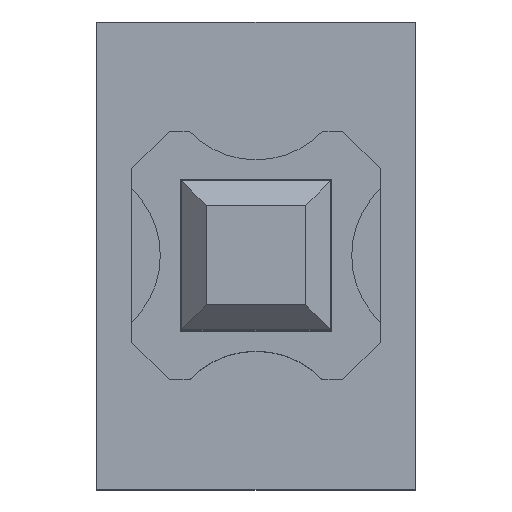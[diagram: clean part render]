
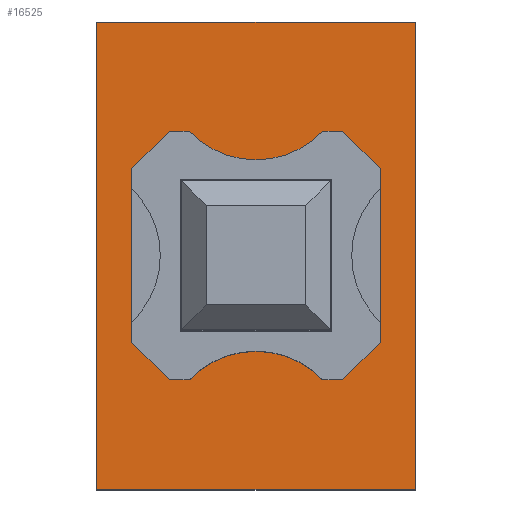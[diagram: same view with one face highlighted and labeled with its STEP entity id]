
A CAD part, top view. The second image highlights one B-rep face of the part: STEP entity #16525.
In plain terms, the highlighted planar face has unit normal (0, 0, 1).
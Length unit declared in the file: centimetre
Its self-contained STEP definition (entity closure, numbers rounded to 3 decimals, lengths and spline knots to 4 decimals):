
#185=FACE_BOUND('',#2061,.T.);
#502=CIRCLE('',#17333,0.371);
#503=CIRCLE('',#17335,0.371);
#1152=FACE_OUTER_BOUND('',#2060,.T.);
#2060=EDGE_LOOP('',(#12923,#12924,#12925,#12926));
#2061=EDGE_LOOP('',(#12927,#12928,#12929,#12930,#12931,#12932,#12933,#12934,
#12935,#12936,#12937,#12938));
#3408=LINE('',#26534,#5412);
#3459=LINE('',#26655,#5463);
#3461=LINE('',#26659,#5465);
#3464=LINE('',#26664,#5468);
#3468=LINE('',#26673,#5472);
#3470=LINE('',#26676,#5474);
#3472=LINE('',#26680,#5476);
#3474=LINE('',#26684,#5478);
#3475=LINE('',#26686,#5479);
#3477=LINE('',#26690,#5481);
#3478=LINE('',#26692,#5482);
#3479=LINE('',#26695,#5483);
#3480=LINE('',#26697,#5484);
#3481=LINE('',#26698,#5485);
#5412=VECTOR('',#19490,1.);
#5463=VECTOR('',#19595,1.);
#5465=VECTOR('',#19599,1.);
#5468=VECTOR('',#19604,1.);
#5472=VECTOR('',#19614,1.);
#5474=VECTOR('',#19618,1.);
#5476=VECTOR('',#19622,1.);
#5478=VECTOR('',#19626,1.);
#5479=VECTOR('',#19629,1.);
#5481=VECTOR('',#19633,1.);
#5482=VECTOR('',#19636,1.);
#5483=VECTOR('',#19639,1.);
#5484=VECTOR('',#19640,1.);
#5485=VECTOR('',#19641,1.);
#7328=VERTEX_POINT('',#26531);
#7329=VERTEX_POINT('',#26533);
#7368=VERTEX_POINT('',#26642);
#7369=VERTEX_POINT('',#26643);
#7370=VERTEX_POINT('',#26648);
#7371=VERTEX_POINT('',#26649);
#7372=VERTEX_POINT('',#26654);
#7373=VERTEX_POINT('',#26658);
#7374=VERTEX_POINT('',#26662);
#7375=VERTEX_POINT('',#26670);
#7376=VERTEX_POINT('',#26672);
#7377=VERTEX_POINT('',#26678);
#7378=VERTEX_POINT('',#26682);
#7379=VERTEX_POINT('',#26688);
#7380=VERTEX_POINT('',#26694);
#7381=VERTEX_POINT('',#26696);
#9282=EDGE_CURVE('',#7328,#7329,#3408,.T.);
#9335=EDGE_CURVE('',#7368,#7369,#502,.T.);
#9338=EDGE_CURVE('',#7370,#7371,#503,.T.);
#9341=EDGE_CURVE('',#7372,#7369,#3459,.T.);
#9343=EDGE_CURVE('',#7373,#7371,#3461,.T.);
#9346=EDGE_CURVE('',#7370,#7374,#3464,.T.);
#9350=EDGE_CURVE('',#7376,#7375,#3468,.T.);
#9352=EDGE_CURVE('',#7375,#7373,#3470,.T.);
#9354=EDGE_CURVE('',#7374,#7377,#3472,.T.);
#9356=EDGE_CURVE('',#7377,#7378,#3474,.T.);
#9357=EDGE_CURVE('',#7378,#7372,#3475,.T.);
#9359=EDGE_CURVE('',#7368,#7379,#3477,.T.);
#9360=EDGE_CURVE('',#7379,#7376,#3478,.T.);
#9361=EDGE_CURVE('',#7329,#7380,#3479,.T.);
#9362=EDGE_CURVE('',#7381,#7328,#3480,.T.);
#9363=EDGE_CURVE('',#7380,#7381,#3481,.T.);
#12923=ORIENTED_EDGE('',*,*,#9361,.F.);
#12924=ORIENTED_EDGE('',*,*,#9282,.F.);
#12925=ORIENTED_EDGE('',*,*,#9362,.F.);
#12926=ORIENTED_EDGE('',*,*,#9363,.F.);
#12927=ORIENTED_EDGE('',*,*,#9350,.T.);
#12928=ORIENTED_EDGE('',*,*,#9352,.T.);
#12929=ORIENTED_EDGE('',*,*,#9343,.T.);
#12930=ORIENTED_EDGE('',*,*,#9338,.F.);
#12931=ORIENTED_EDGE('',*,*,#9346,.T.);
#12932=ORIENTED_EDGE('',*,*,#9354,.T.);
#12933=ORIENTED_EDGE('',*,*,#9356,.T.);
#12934=ORIENTED_EDGE('',*,*,#9357,.T.);
#12935=ORIENTED_EDGE('',*,*,#9341,.T.);
#12936=ORIENTED_EDGE('',*,*,#9335,.F.);
#12937=ORIENTED_EDGE('',*,*,#9359,.T.);
#12938=ORIENTED_EDGE('',*,*,#9360,.T.);
#15728=PLANE('',#17348);
#16525=ADVANCED_FACE('',(#1152,#185),#15728,.T.);
#17333=AXIS2_PLACEMENT_3D('',#26644,#19583,#19584);
#17335=AXIS2_PLACEMENT_3D('',#26650,#19589,#19590);
#17348=AXIS2_PLACEMENT_3D('',#26693,#19637,#19638);
#19490=DIRECTION('',(0.,-1.,0.));
#19583=DIRECTION('center_axis',(0.,0.,-1.));
#19584=DIRECTION('ref_axis',(-0.724,-0.69,0.));
#19589=DIRECTION('center_axis',(0.,0.,-1.));
#19590=DIRECTION('ref_axis',(-0.724,-0.69,0.));
#19595=DIRECTION('',(1.,0.,0.));
#19599=DIRECTION('',(-1.,0.,0.));
#19604=DIRECTION('',(-1.,0.,0.));
#19614=DIRECTION('',(0.,-1.,0.));
#19618=DIRECTION('',(-0.707,-0.707,0.));
#19622=DIRECTION('',(-0.707,0.707,0.));
#19626=DIRECTION('',(0.,1.,0.));
#19629=DIRECTION('',(0.707,0.707,0.));
#19633=DIRECTION('',(1.,0.,0.));
#19636=DIRECTION('',(0.707,-0.707,0.));
#19637=DIRECTION('center_axis',(0.,0.,1.));
#19638=DIRECTION('ref_axis',(0.,-1.,0.));
#19639=DIRECTION('',(-1.,0.,0.));
#19640=DIRECTION('',(1.,0.,0.));
#19641=DIRECTION('',(0.,1.,0.));
#26531=CARTESIAN_POINT('',(0.64,0.94,1.45));
#26533=CARTESIAN_POINT('',(0.64,-0.94,1.45));
#26534=CARTESIAN_POINT('',(0.64,-0.94,1.45));
#26642=CARTESIAN_POINT('',(0.2685,0.5,1.45));
#26643=CARTESIAN_POINT('',(-0.2685,0.5,1.45));
#26644=CARTESIAN_POINT('Origin',(0.,0.756,1.45));
#26648=CARTESIAN_POINT('',(-0.2685,-0.5,1.45));
#26649=CARTESIAN_POINT('',(0.2685,-0.5,1.45));
#26650=CARTESIAN_POINT('Origin',(0.,-0.756,1.45));
#26654=CARTESIAN_POINT('',(-0.3485,0.5,1.45));
#26655=CARTESIAN_POINT('',(-0.1743,0.5,1.45));
#26658=CARTESIAN_POINT('',(0.3485,-0.5,1.45));
#26659=CARTESIAN_POINT('',(0.1743,-0.5,1.45));
#26662=CARTESIAN_POINT('',(-0.3485,-0.5,1.45));
#26664=CARTESIAN_POINT('',(0.1743,-0.5,1.45));
#26670=CARTESIAN_POINT('',(0.5,-0.3485,1.45));
#26672=CARTESIAN_POINT('',(0.5,0.3485,1.45));
#26673=CARTESIAN_POINT('',(0.5,0.1743,1.45));
#26676=CARTESIAN_POINT('',(0.4621,-0.3864,1.45));
#26678=CARTESIAN_POINT('',(-0.5,-0.3485,1.45));
#26680=CARTESIAN_POINT('',(-0.3864,-0.4621,1.45));
#26682=CARTESIAN_POINT('',(-0.5,0.3485,1.45));
#26684=CARTESIAN_POINT('',(-0.5,-0.1743,1.45));
#26686=CARTESIAN_POINT('',(-0.4621,0.3864,1.45));
#26688=CARTESIAN_POINT('',(0.3485,0.5,1.45));
#26690=CARTESIAN_POINT('',(-0.1743,0.5,1.45));
#26692=CARTESIAN_POINT('',(0.3864,0.4621,1.45));
#26693=CARTESIAN_POINT('Origin',(0.,0.,1.45));
#26694=CARTESIAN_POINT('',(-0.64,-0.94,1.45));
#26695=CARTESIAN_POINT('',(-0.64,-0.94,1.45));
#26696=CARTESIAN_POINT('',(-0.64,0.94,1.45));
#26697=CARTESIAN_POINT('',(0.64,0.94,1.45));
#26698=CARTESIAN_POINT('',(-0.64,0.94,1.45));
